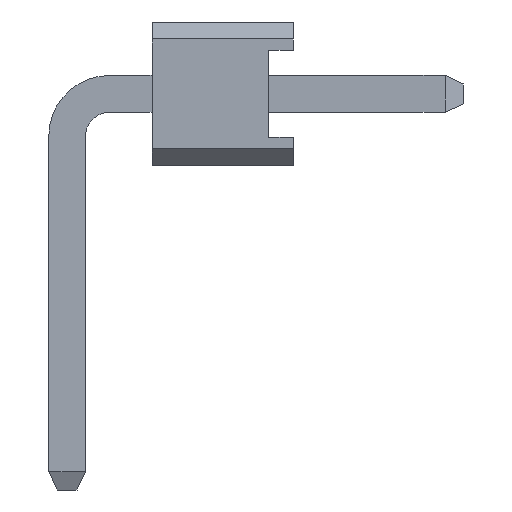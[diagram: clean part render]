
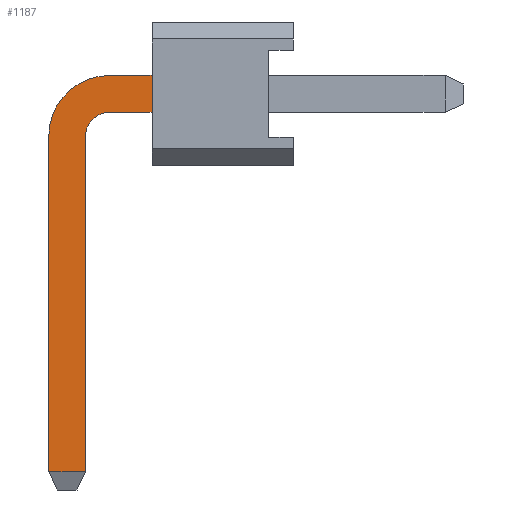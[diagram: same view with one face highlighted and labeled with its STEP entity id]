
A CAD part, left-side view. The second image highlights one B-rep face of the part: STEP entity #1187.
In plain terms, the highlighted planar face has unit normal (-1, 0, 0).
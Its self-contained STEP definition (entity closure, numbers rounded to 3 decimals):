
#1166 = ORIENTED_EDGE ( 'NONE', *, *, #1231, .F. ) ;
#1171 = ORIENTED_EDGE ( 'NONE', *, *, #1233, .T. ) ;
#1172 = VERTEX_POINT ( 'NONE', #5559 ) ;
#1186 = EDGE_LOOP ( 'NONE', ( #1188, #1171, #1166, #1225, #1236, #1238, #1206, #1204 ) ) ;
#1187 = ADVANCED_FACE ( 'NONE', ( #5544 ), #5605, .F. ) ;
#1188 = ORIENTED_EDGE ( 'NONE', *, *, #1189, .T. ) ;
#1189 = EDGE_CURVE ( 'NONE', #1190, #3391, #5606, .T. ) ;
#1190 = VERTEX_POINT ( 'NONE', #5597 ) ;
#1204 = ORIENTED_EDGE ( 'NONE', *, *, #1205, .T. ) ;
#1205 = EDGE_CURVE ( 'NONE', #1213, #1190, #5579, .T. ) ;
#1206 = ORIENTED_EDGE ( 'NONE', *, *, #1207, .F. ) ;
#1207 = EDGE_CURVE ( 'NONE', #1213, #3233, #5638, .T. ) ;
#1213 = VERTEX_POINT ( 'NONE', #5629 ) ;
#1214 = VERTEX_POINT ( 'NONE', #5628 ) ;
#1225 = ORIENTED_EDGE ( 'NONE', *, *, #1226, .F. ) ;
#1226 = EDGE_CURVE ( 'NONE', #1227, #1172, #5611, .T. ) ;
#1227 = VERTEX_POINT ( 'NONE', #5612 ) ;
#1231 = EDGE_CURVE ( 'NONE', #1172, #1214, #5665, .T. ) ;
#1233 = EDGE_CURVE ( 'NONE', #3391, #1214, #5660, .T. ) ;
#1236 = ORIENTED_EDGE ( 'NONE', *, *, #1237, .T. ) ;
#1237 = EDGE_CURVE ( 'NONE', #1227, #3182, #5650, .T. ) ;
#1238 = ORIENTED_EDGE ( 'NONE', *, *, #3184, .T. ) ;
#3182 = VERTEX_POINT ( 'NONE', #9196 ) ;
#3184 = EDGE_CURVE ( 'NONE', #3182, #3233, #9194, .T. ) ;
#3233 = VERTEX_POINT ( 'NONE', #9293 ) ;
#3391 = VERTEX_POINT ( 'NONE', #9609 ) ;
#5544 = FACE_OUTER_BOUND ( 'NONE', #1186, .T. ) ;
#5559 = CARTESIAN_POINT ( 'NONE',  ( -0.325, 3.675, -0.75 ) ) ;
#5575 = DIRECTION ( 'NONE',  ( 0., 0., 1. ) ) ;
#5576 = DIRECTION ( 'NONE',  ( -1., 0., 0. ) ) ;
#5577 = CARTESIAN_POINT ( 'NONE',  ( -0.325, 3.25, -0.75 ) ) ;
#5578 = AXIS2_PLACEMENT_3D ( 'NONE', #5577, #5576, #5575 ) ;
#5579 = CIRCLE ( 'NONE', #5578, 1.075 ) ;
#5597 = CARTESIAN_POINT ( 'NONE',  ( -0.325, 4.325, -0.75 ) ) ;
#5598 = DIRECTION ( 'NONE',  ( 0., 0., -1. ) ) ;
#5599 = VECTOR ( 'NONE', #5598, 1000. ) ;
#5600 = CARTESIAN_POINT ( 'NONE',  ( -0.325, 4.325, -0.75 ) ) ;
#5601 = DIRECTION ( 'NONE',  ( 0., 0., -1. ) ) ;
#5602 = DIRECTION ( 'NONE',  ( 1., 0., 0. ) ) ;
#5603 = CARTESIAN_POINT ( 'NONE',  ( -0.325, 3.25, 0.325 ) ) ;
#5604 = AXIS2_PLACEMENT_3D ( 'NONE', #5603, #5602, #5601 ) ;
#5605 = PLANE ( 'NONE',  #5604 ) ;
#5606 = LINE ( 'NONE', #5600, #5599 ) ;
#5607 = DIRECTION ( 'NONE',  ( 0., 0., 1. ) ) ;
#5608 = DIRECTION ( 'NONE',  ( -1., 0., 0. ) ) ;
#5609 = CARTESIAN_POINT ( 'NONE',  ( -0.325, 3.25, -0.75 ) ) ;
#5610 = AXIS2_PLACEMENT_3D ( 'NONE', #5609, #5608, #5607 ) ;
#5611 = CIRCLE ( 'NONE', #5610, 0.425 ) ;
#5612 = CARTESIAN_POINT ( 'NONE',  ( -0.325, 3.25, -0.325 ) ) ;
#5628 = CARTESIAN_POINT ( 'NONE',  ( -0.325, 3.675, -6.678 ) ) ;
#5629 = CARTESIAN_POINT ( 'NONE',  ( -0.325, 3.25, 0.325 ) ) ;
#5635 = DIRECTION ( 'NONE',  ( 0., -1., 0. ) ) ;
#5636 = VECTOR ( 'NONE', #5635, 1000. ) ;
#5637 = CARTESIAN_POINT ( 'NONE',  ( -0.325, 3.25, 0.325 ) ) ;
#5638 = LINE ( 'NONE', #5637, #5636 ) ;
#5647 = DIRECTION ( 'NONE',  ( 0., -1., 0. ) ) ;
#5648 = VECTOR ( 'NONE', #5647, 1000. ) ;
#5649 = CARTESIAN_POINT ( 'NONE',  ( -0.325, 3.25, -0.325 ) ) ;
#5650 = LINE ( 'NONE', #5649, #5648 ) ;
#5657 = DIRECTION ( 'NONE',  ( 0., -1., 0. ) ) ;
#5658 = VECTOR ( 'NONE', #5657, 1000. ) ;
#5659 = CARTESIAN_POINT ( 'NONE',  ( -0.325, 3.25, -6.678 ) ) ;
#5660 = LINE ( 'NONE', #5659, #5658 ) ;
#5662 = DIRECTION ( 'NONE',  ( 0., 0., -1. ) ) ;
#5663 = VECTOR ( 'NONE', #5662, 1000. ) ;
#5664 = CARTESIAN_POINT ( 'NONE',  ( -0.325, 3.675, -0.75 ) ) ;
#5665 = LINE ( 'NONE', #5664, #5663 ) ;
#9191 = DIRECTION ( 'NONE',  ( 0., 0., 1. ) ) ;
#9192 = VECTOR ( 'NONE', #9191, 1000. ) ;
#9193 = CARTESIAN_POINT ( 'NONE',  ( -0.325, 2.5, -1.27 ) ) ;
#9194 = LINE ( 'NONE', #9193, #9192 ) ;
#9196 = CARTESIAN_POINT ( 'NONE',  ( -0.325, 2.5, -0.325 ) ) ;
#9293 = CARTESIAN_POINT ( 'NONE',  ( -0.325, 2.5, 0.325 ) ) ;
#9609 = CARTESIAN_POINT ( 'NONE',  ( -0.325, 4.325, -6.678 ) ) ;
